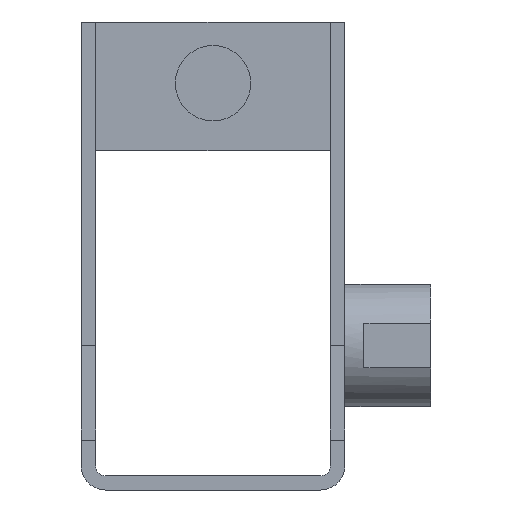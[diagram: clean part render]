
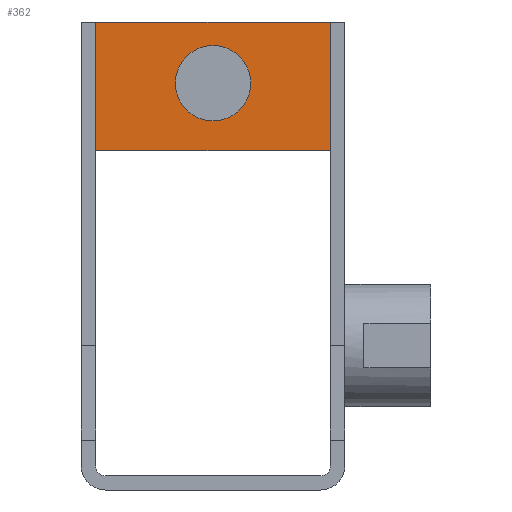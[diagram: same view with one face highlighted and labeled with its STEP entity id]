
A CAD part, front view. The second image highlights one B-rep face of the part: STEP entity #362.
In plain terms, the highlighted planar face has unit normal (0, -1, 0).
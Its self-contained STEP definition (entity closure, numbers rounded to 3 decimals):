
#362=ADVANCED_FACE('NONE',(#770,#771),#772,.T.);
#770=FACE_OUTER_BOUND('',#1179,.T.);
#771=FACE_BOUND('',#1180,.T.);
#772=PLANE('',#1181);
#1179=EDGE_LOOP('',(#2281,#2282,#2283,#2284));
#1180=EDGE_LOOP('',(#2285,#2286));
#1181=AXIS2_PLACEMENT_3D('',#2287,#2288,#2289);
#2281=ORIENTED_EDGE('',*,*,#2643,.F.);
#2282=ORIENTED_EDGE('',*,*,#2611,.F.);
#2283=ORIENTED_EDGE('',*,*,#2568,.F.);
#2284=ORIENTED_EDGE('',*,*,#2725,.F.);
#2285=ORIENTED_EDGE('',*,*,#2728,.T.);
#2286=ORIENTED_EDGE('',*,*,#2494,.T.);
#2287=CARTESIAN_POINT('',(-0.676,3.902,1.77));
#2288=DIRECTION('',(0.0,-1.0,0.0));
#2289=DIRECTION('',(0.0,0.0,-1.0));
#2494=EDGE_CURVE('NONE',#3052,#3056,#3058,.T.);
#2568=EDGE_CURVE('NONE',#3174,#3176,#3177,.T.);
#2611=EDGE_CURVE('NONE',#3176,#3240,#3241,.T.);
#2643=EDGE_CURVE('NONE',#3240,#3286,#3287,.T.);
#2725=EDGE_CURVE('NONE',#3286,#3174,#3406,.T.);
#2728=EDGE_CURVE('NONE',#3056,#3052,#3409,.T.);
#3052=VERTEX_POINT('',#3795);
#3056=VERTEX_POINT('NONE',#3800);
#3058=CIRCLE('',#3803,0.115);
#3174=VERTEX_POINT('NONE',#3962);
#3176=VERTEX_POINT('NONE',#3965);
#3177=LINE('',#3966,#3967);
#3240=VERTEX_POINT('NONE',#4055);
#3241=LINE('',#4056,#4057);
#3286=VERTEX_POINT('NONE',#4115);
#3287=LINE('',#4116,#4117);
#3406=LINE('',#4272,#4273);
#3409=CIRCLE('',#4277,0.115);
#3795=CARTESIAN_POINT('',(0.,3.902,2.239));
#3800=CARTESIAN_POINT('',(0.,3.902,2.009));
#3803=AXIS2_PLACEMENT_3D('',#4637,#4638,#4639);
#3962=CARTESIAN_POINT('',(-0.615,3.902,1.77));
#3965=CARTESIAN_POINT('',(-0.615,3.902,2.444));
#3966=CARTESIAN_POINT('',(-0.615,3.902,2.444));
#3967=VECTOR('',#4714,39.37);
#4055=CARTESIAN_POINT('',(0.615,3.902,2.444));
#4056=CARTESIAN_POINT('',(-0.676,3.902,2.444));
#4057=VECTOR('',#4770,39.37);
#4115=CARTESIAN_POINT('',(0.615,3.902,1.77));
#4116=CARTESIAN_POINT('',(0.615,3.902,-0.006));
#4117=VECTOR('',#4814,39.37);
#4272=CARTESIAN_POINT('',(-0.676,3.902,1.77));
#4273=VECTOR('',#4944,39.37);
#4277=AXIS2_PLACEMENT_3D('',#4946,#4947,#4948);
#4637=CARTESIAN_POINT('',(0.0,3.902,2.124));
#4638=DIRECTION('',(0.0,1.0,0.0));
#4639=DIRECTION('',(0.0,0.0,-1.0));
#4714=DIRECTION('',(0.,0.0,1.0));
#4770=DIRECTION('',(1.0,0.0,0.0));
#4814=DIRECTION('',(0.,0.0,-1.0));
#4944=DIRECTION('',(-1.0,-0.0,-0.0));
#4946=CARTESIAN_POINT('',(0.0,3.902,2.124));
#4947=DIRECTION('',(0.0,1.0,0.0));
#4948=DIRECTION('',(0.0,0.0,-1.0));
